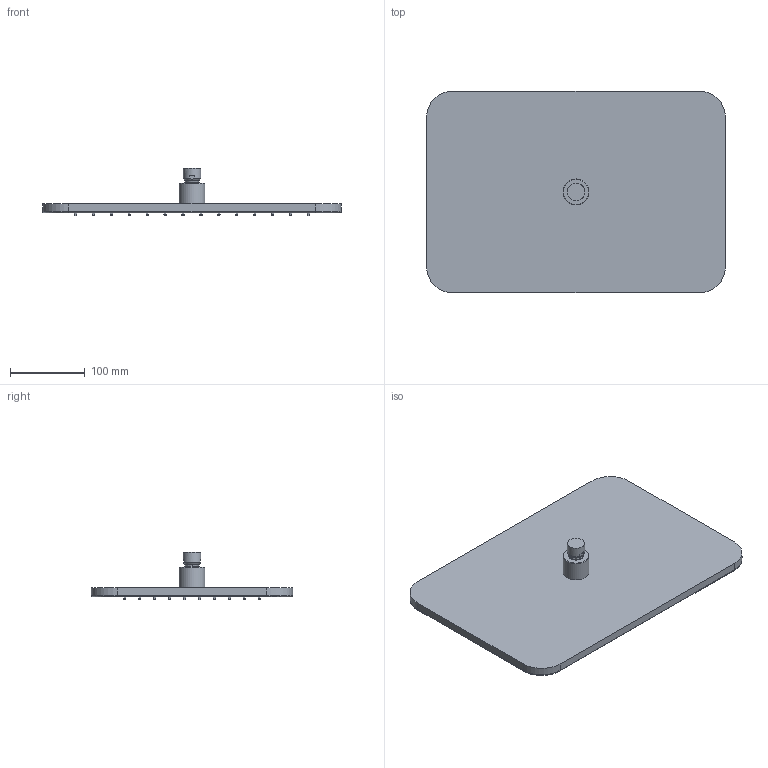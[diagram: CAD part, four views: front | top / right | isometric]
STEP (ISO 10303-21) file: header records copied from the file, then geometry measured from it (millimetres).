
FILE_DESCRIPTION(/* description */ ('Unknown'),/* implementation_level */ '2;1');
FILE_NAME(/* name */ 'GL106-00',/* time_stamp */ '2021-04-12T14:58:34+02:00',/* author */ ('Unknown'),/* organization */ ('Unknown'),/* preprocessor_version */ 'ST-DEVELOPER v16.7',/* originating_system */ 'DEX',/* authorisation */ $);
FILE_SCHEMA (('AUTOMOTIVE_DESIGN {1 0 10303 214 3 1 1}'));
Length unit declared in the file: millimetre
Products named in the file (2): GL106-00; E044250_SEMPL
Assembly tree (1 placements, depth 2):
  GL106-00
    E044250_SEMPL
Bounding box: 400 x 270 x 64 mm (x, y, z)
Volume: 1374608 mm3; surface area: 238999.9 mm2
Topology: 1 solids, 1 shells, 1293 faces, 3436 edges, 2288 vertices
Faces by surface type: plane 712, cylinder 570, torus 7, bspline 2, cone 1, sphere 1
Full cylindrical faces by diameter (mm): 23.2 x1, 34.8 x1
Entity records: 52705 total; most frequent: CARTESIAN_POINT 7744, DIRECTION 7154, ORIENTED_EDGE 6858, EDGE_CURVE 3429, AXIS2_PLACEMENT_3D 2444, VERTEX_POINT 2285, LINE 2266, VECTOR 2266
